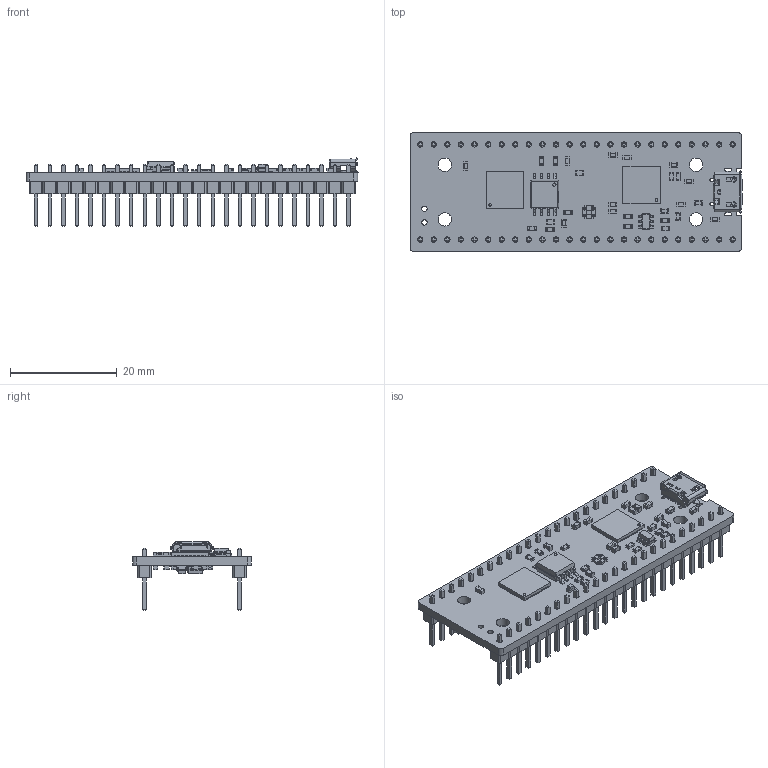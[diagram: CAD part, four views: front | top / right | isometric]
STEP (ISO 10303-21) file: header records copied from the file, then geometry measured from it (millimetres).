
FILE_DESCRIPTION(('KiCad electronic assembly'),'2;1');
FILE_NAME('UPduino_v3.0.stp','2024-07-01T17:51:45',('Pcbnew'),('Kicad'), 'Open CASCADE STEP processor 7.7','KiCad to STEP converter','Unknown' );
FILE_SCHEMA(('AUTOMOTIVE_DESIGN { 1 0 10303 214 1 1 1 1 }'));
Length unit declared in the file: millimetre
Products named in the file (26): UPduino_v3.0 1; C_0603_1608Metric; LED_0603_1608Metric; QFN-48-1EP_7x7mm_P0.5mm_EP5.15x5.15mm; QFN-48-1EP_7x7mm_Pitch0.5mm; R_0603_1608Metric; SOIC-8_5.275x5.275mm_P1.27mm; SOIC_8_5275x5275mm_P127mm; USB_Micro-B_Molex_47346-0001; PinHeader_1x24_P2.54mm_Vertical; PinHeader_1x24_P254mm_Vertical; SOT-23-6; SOT_23_6; L_0603_1608Metric; D_SOD-523; D_SOD_523; VSSOP-8_2.3x2mm_P0.5mm; VSSOP_8_23x2mm_P05mm; SOT-23-5; SOT_23_5; UPduino_v3.0_PCB
Assembly tree (80 placements, depth 3):
  UPduino_v3.0 1
    C_0603_1608Metric  x34
      C_0603_1608Metric
    LED_0603_1608Metric
      LED_0603_1608Metric
    QFN-48-1EP_7x7mm_P0.5mm_EP5.15x5.15mm  x2
      QFN-48-1EP_7x7mm_Pitch0.5mm
    R_0603_1608Metric  x18
      R_0603_1608Metric
    SOIC-8_5.275x5.275mm_P1.27mm
      SOIC_8_5275x5275mm_P127mm
    USB_Micro-B_Molex_47346-0001
      USB_Micro-B_Molex_47346-0001
    PinHeader_1x24_P2.54mm_Vertical  x2
      PinHeader_1x24_P254mm_Vertical
    SOT-23-6
      SOT_23_6
    L_0603_1608Metric  x3
      L_0603_1608Metric
    D_SOD-523
      D_SOD_523
    VSSOP-8_2.3x2mm_P0.5mm
      VSSOP_8_23x2mm_P05mm
    SOT-23-5  x2
      SOT_23_5
    UPduino_v3.0_PCB
Bounding box: 62.07 x 22.22 x 12.74 mm (x, y, z)
Volume: 3276.1 mm3; surface area: 6614 mm2
Topology: 68 solids, 68 shells, 4567 faces, 12037 edges, 7764 vertices
Faces by surface type: plane 3386, cylinder 1015, bspline 162, sphere 4
Full cylindrical faces by diameter (mm): 0.25 x1, 0.5 x2, 0.6 x1, 1 x50, 2.5 x4
Entity records: 82020 total; most frequent: CARTESIAN_POINT 12674, ORIENTED_EDGE 11576, DIRECTION 10655, EDGE_CURVE 5788, LINE 4801, VECTOR 4801, VERTEX_POINT 3702, AXIS2_PLACEMENT_3D 2927
